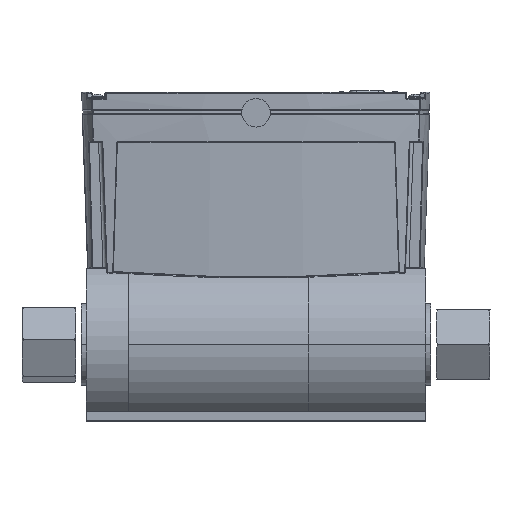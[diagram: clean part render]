
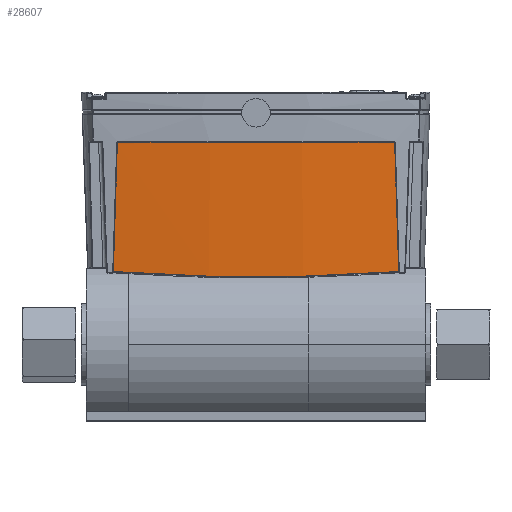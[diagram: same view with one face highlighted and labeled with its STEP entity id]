
A CAD part, top view. The second image highlights one B-rep face of the part: STEP entity #28607.
In plain terms, the highlighted cylindrical face has radius 685.838 mm (diameter 1371.68 mm), a partial arc.
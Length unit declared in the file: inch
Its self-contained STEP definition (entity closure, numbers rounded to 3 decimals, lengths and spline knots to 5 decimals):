
#42 = CARTESIAN_POINT ( 'NONE',  ( 8.11263, 3.972, 1.00984 ) ) ;
#2388 = CARTESIAN_POINT ( 'NONE',  ( 8.11263, 3.972, 1.00984 ) ) ;
#5762 = B_SPLINE_CURVE_WITH_KNOTS ( 'NONE', 3,
 ( #37302, #41615, #24615, #54654, #28864 ),
 .UNSPECIFIED., .F., .F.,
 ( 4, 1, 4 ),
 ( 0., 0.06842, 0.13685 ),
 .UNSPECIFIED. ) ;
#5863 = CARTESIAN_POINT ( 'NONE',  ( 13.53011, 3.94306, 1.00584 ) ) ;
#6137 = CARTESIAN_POINT ( 'NONE',  ( 13.6083, 1.43349, 0.91108 ) ) ;
#6749 = CARTESIAN_POINT ( 'NONE',  ( 8.09791, 3.96838, 1.00823 ) ) ;
#6900 = CARTESIAN_POINT ( 'NONE',  ( 13.58224, 2.27002, 0.94271 ) ) ;
#7504 = CARTESIAN_POINT ( 'NONE',  ( 8.93865, 1.36603, 1.00625 ) ) ;
#8871 = CARTESIAN_POINT ( 'NONE',  ( 13.52605, 3.95772, 1.00676 ) ) ;
#11057 = CARTESIAN_POINT ( 'NONE',  ( 8.08647, 3.95828, 1.00673 ) ) ;
#11818 = CARTESIAN_POINT ( 'NONE',  ( 12.67437, 1.36603, 1.00625 ) ) ;
#12945 = EDGE_CURVE ( 'NONE', #47548, #23249, #15764, .T. ) ;
#13199 = CARTESIAN_POINT ( 'NONE',  ( 13.51563, 3.9689, 1.0082 ) ) ;
#13407 = B_SPLINE_CURVE_WITH_KNOTS ( 'NONE', 3,
 ( #49659, #6900, #24310, #54355 ),
 .UNSPECIFIED., .F., .F.,
 ( 4, 4 ),
 ( 0., 0.06382 ),
 .UNSPECIFIED. ) ;
#13835 = ORIENTED_EDGE ( 'NONE', *, *, #16851, .T. ) ;
#14731 = CARTESIAN_POINT ( 'NONE',  ( 8.05683, 3.10654, 0.97429 ) ) ;
#15411 = ORIENTED_EDGE ( 'NONE', *, *, #18364, .T. ) ;
#15422 = CARTESIAN_POINT ( 'NONE',  ( 8.0829, 3.94306, 1.00584 ) ) ;
#15764 = B_SPLINE_CURVE_WITH_KNOTS ( 'NONE', 3,
 ( #2388, #53999, #19414, #6749, #36848, #11057, #41153, #15422 ),
 .UNSPECIFIED., .F., .F.,
 ( 4, 2, 2, 4 ),
 ( 0., 0.00029, 0.00058, 0.00116 ),
 .UNSPECIFIED. ) ;
#16304 = CARTESIAN_POINT ( 'NONE',  ( 8.0829, 3.94306, 1.00584 ) ) ;
#16851 = EDGE_CURVE ( 'NONE', #34638, #47548, #5762, .T. ) ;
#17206 = EDGE_CURVE ( 'NONE', #23249, #54047, #33334, .T. ) ;
#17209 = VERTEX_POINT ( 'NONE', #5863 ) ;
#17548 = CARTESIAN_POINT ( 'NONE',  ( 13.50038, 3.972, 1.00984 ) ) ;
#18364 = EDGE_CURVE ( 'NONE', #20124, #17209, #13407, .T. ) ;
#19414 = CARTESIAN_POINT ( 'NONE',  ( 8.105, 3.97126, 1.00905 ) ) ;
#20109 = B_SPLINE_CURVE_WITH_KNOTS ( 'NONE', 3,
 ( #34461, #30381, #34642, #8871, #38952, #13199, #43278, #17548 ),
 .UNSPECIFIED., .F., .F.,
 ( 4, 2, 2, 4 ),
 ( 0., 0.00029, 0.00058, 0.00116 ),
 .UNSPECIFIED. ) ;
#20124 = VERTEX_POINT ( 'NONE', #6137 ) ;
#20733 = ORIENTED_EDGE ( 'NONE', *, *, #17206, .T. ) ;
#23011 = CARTESIAN_POINT ( 'NONE',  ( 13.50038, 3.972, 1.00984 ) ) ;
#23249 = VERTEX_POINT ( 'NONE', #16304 ) ;
#24310 = CARTESIAN_POINT ( 'NONE',  ( 13.55618, 3.10654, 0.97429 ) ) ;
#24615 = CARTESIAN_POINT ( 'NONE',  ( 10.80651, 3.97215, 1.18935 ) ) ;
#26101 = CYLINDRICAL_SURFACE ( 'NONE', #40781, 27.0015 ) ;
#26183 = DIRECTION ( 'NONE',  ( 1., 0., 0. ) ) ;
#27728 = CARTESIAN_POINT ( 'NONE',  ( 8.00471, 1.43349, 0.91108 ) ) ;
#28607 = ADVANCED_FACE ( 'NONE', ( #31494 ), #26101, .T. ) ;
#28864 = CARTESIAN_POINT ( 'NONE',  ( 8.11263, 3.972, 1.00984 ) ) ;
#28974 = ORIENTED_EDGE ( 'NONE', *, *, #36656, .T. ) ;
#28977 = CARTESIAN_POINT ( 'NONE',  ( 8.00471, 1.43349, 0.91108 ) ) ;
#29362 = CARTESIAN_POINT ( 'NONE',  ( 8.00471, 1.43349, 0.91108 ) ) ;
#29953 = CARTESIAN_POINT ( 'NONE',  ( 10.80651, 2.26513, -25.93195 ) ) ;
#30381 = CARTESIAN_POINT ( 'NONE',  ( 13.52999, 3.94693, 1.00598 ) ) ;
#31034 = ORIENTED_EDGE ( 'NONE', *, *, #35496, .T. ) ;
#31494 = FACE_OUTER_BOUND ( 'NONE', #44298, .T. ) ;
#33334 = B_SPLINE_CURVE_WITH_KNOTS ( 'NONE', 3,
 ( #40458, #14731, #53497, #27728 ),
 .UNSPECIFIED., .F., .F.,
 ( 4, 4 ),
 ( 0., 0.06382 ),
 .UNSPECIFIED. ) ;
#34461 = CARTESIAN_POINT ( 'NONE',  ( 13.53011, 3.94306, 1.00584 ) ) ;
#34604 = DIRECTION ( 'NONE',  ( 0., 0.999, 0.035 ) ) ;
#34638 = VERTEX_POINT ( 'NONE', #23011 ) ;
#34642 = CARTESIAN_POINT ( 'NONE',  ( 13.52913, 3.9507, 1.0062 ) ) ;
#35496 = EDGE_CURVE ( 'NONE', #54047, #20124, #54941, .T. ) ;
#36656 = EDGE_CURVE ( 'NONE', #17209, #34638, #20109, .T. ) ;
#36848 = CARTESIAN_POINT ( 'NONE',  ( 8.09466, 3.96625, 1.00783 ) ) ;
#37302 = CARTESIAN_POINT ( 'NONE',  ( 13.50038, 3.972, 1.00984 ) ) ;
#37585 = CARTESIAN_POINT ( 'NONE',  ( 10.80651, 1.29877, 1.10062 ) ) ;
#38952 = CARTESIAN_POINT ( 'NONE',  ( 13.52383, 3.96092, 1.00709 ) ) ;
#40458 = CARTESIAN_POINT ( 'NONE',  ( 8.0829, 3.94306, 1.00584 ) ) ;
#40781 = AXIS2_PLACEMENT_3D ( 'NONE', #29953, #34604, #26183 ) ;
#41153 = CARTESIAN_POINT ( 'NONE',  ( 8.08314, 3.9508, 1.00613 ) ) ;
#41615 = CARTESIAN_POINT ( 'NONE',  ( 12.60242, 3.97206, 1.09993 ) ) ;
#41921 = CARTESIAN_POINT ( 'NONE',  ( 13.6083, 1.43349, 0.91108 ) ) ;
#43278 = CARTESIAN_POINT ( 'NONE',  ( 13.50809, 3.972, 1.00906 ) ) ;
#44298 = EDGE_LOOP ( 'NONE', ( #20733, #31034, #15411, #28974, #13835, #55472 ) ) ;
#47548 = VERTEX_POINT ( 'NONE', #42 ) ;
#49659 = CARTESIAN_POINT ( 'NONE',  ( 13.6083, 1.43349, 0.91108 ) ) ;
#53497 = CARTESIAN_POINT ( 'NONE',  ( 8.03077, 2.27002, 0.94271 ) ) ;
#53999 = CARTESIAN_POINT ( 'NONE',  ( 8.10878, 3.972, 1.00945 ) ) ;
#54047 = VERTEX_POINT ( 'NONE', #29362 ) ;
#54355 = CARTESIAN_POINT ( 'NONE',  ( 13.53011, 3.94306, 1.00584 ) ) ;
#54654 = CARTESIAN_POINT ( 'NONE',  ( 9.01059, 3.97206, 1.09993 ) ) ;
#54941 = B_SPLINE_CURVE_WITH_KNOTS ( 'NONE', 3,
 ( #28977, #7504, #37585, #11818, #41921 ),
 .UNSPECIFIED., .F., .F.,
 ( 4, 1, 4 ),
 ( 0., 0.07117, 0.14233 ),
 .UNSPECIFIED. ) ;
#55472 = ORIENTED_EDGE ( 'NONE', *, *, #12945, .T. ) ;
